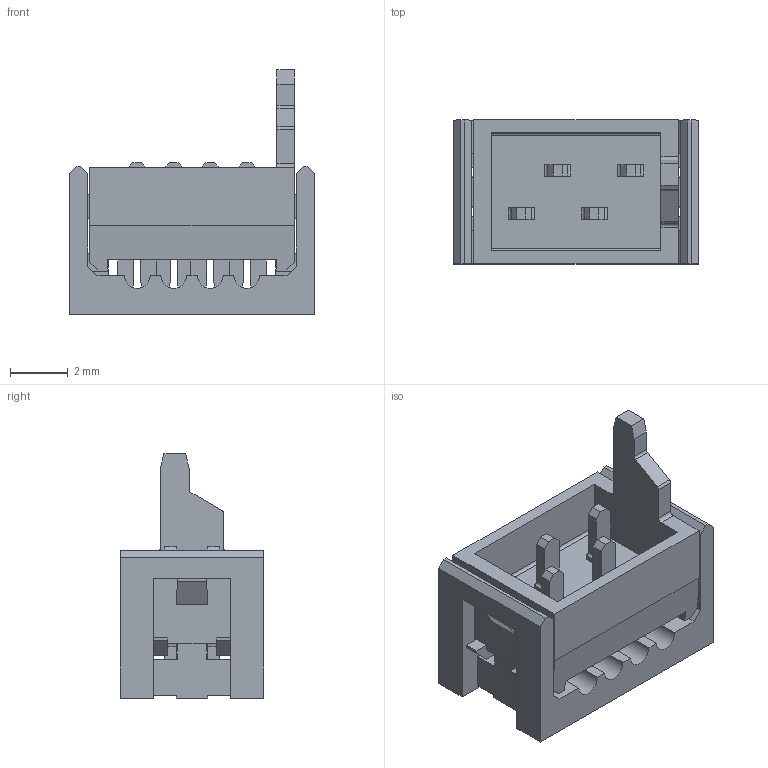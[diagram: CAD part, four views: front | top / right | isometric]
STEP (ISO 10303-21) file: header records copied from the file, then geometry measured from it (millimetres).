
FILE_DESCRIPTION(/* description */ ('Unknown'),/* implementation_level */ '2;1');
FILE_NAME(/* name */ '690157000472',/* time_stamp */ '2017-03-30T17:34:54+02:00',/* author */ ('Unknown'),/* organization */ ('Unknown'),/* preprocessor_version */ 'ST-DEVELOPER v16.7',/* originating_system */ 'DEX',/* authorisation */ $);
FILE_SCHEMA (('AUTOMOTIVE_DESIGN {1 0 10303 214 3 1 1}'));
Length unit declared in the file: millimetre
Products named in the file (4): 69015700xx72; 690157000472; 690157000472_Cover; 69015700xx72_Pin
Assembly tree (6 placements, depth 2):
  69015700xx72
    690157000472
    690157000472_Cover
    69015700xx72_Pin  x4
Bounding box: 8.51 x 5 x 8.5 mm (x, y, z)
Volume: 131.4 mm3; surface area: 499 mm2
Topology: 6 solids, 6 shells, 316 faces, 942 edges, 628 vertices
Faces by surface type: plane 242, cylinder 74
Entity records: 7184 total; most frequent: CARTESIAN_POINT 1275, ORIENTED_EDGE 1272, DIRECTION 1124, EDGE_CURVE 636, LINE 578, VECTOR 578, VERTEX_POINT 424, AXIS2_PLACEMENT_3D 273
